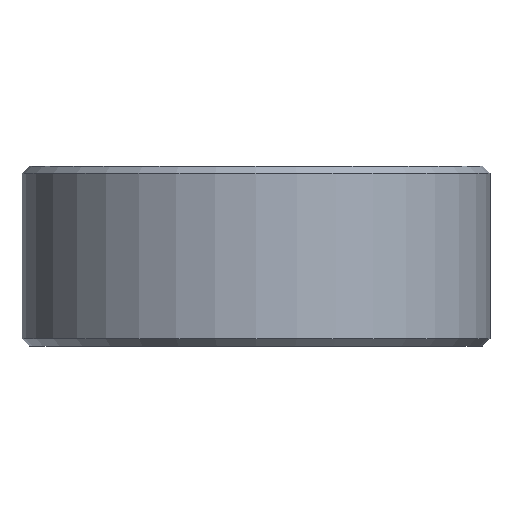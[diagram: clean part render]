
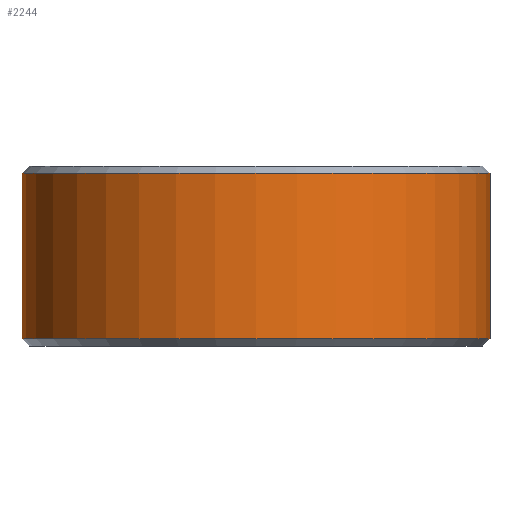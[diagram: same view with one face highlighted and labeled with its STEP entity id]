
A CAD part, front view. The second image highlights one B-rep face of the part: STEP entity #2244.
In plain terms, the highlighted cylindrical face has radius 6.5 mm (diameter 13 mm), a partial arc.
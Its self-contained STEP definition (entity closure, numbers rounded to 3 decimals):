
#35 = VERTEX_POINT ( 'NONE', #561 ) ;
#99 = AXIS2_PLACEMENT_3D ( 'NONE', #826, #922, #2540 ) ;
#181 = AXIS2_PLACEMENT_3D ( 'NONE', #4744, #1589, #1937 ) ;
#305 = CARTESIAN_POINT ( 'NONE',  ( -6.5, 0., 2.3 ) ) ;
#314 = EDGE_LOOP ( 'NONE', ( #2397, #612, #1576, #2446 ) ) ;
#369 = CARTESIAN_POINT ( 'NONE',  ( 6.5, 0., 0. ) ) ;
#457 = EDGE_CURVE ( 'NONE', #1746, #35, #5036, .T. ) ;
#561 = CARTESIAN_POINT ( 'NONE',  ( 6.5, 0., -2.3 ) ) ;
#612 = ORIENTED_EDGE ( 'NONE', *, *, #457, .T. ) ;
#721 = FACE_OUTER_BOUND ( 'NONE', #314, .T. ) ;
#764 = DIRECTION ( 'NONE',  ( 0., 0., 1. ) ) ;
#826 = CARTESIAN_POINT ( 'NONE',  ( 0., 0., 2.3 ) ) ;
#922 = DIRECTION ( 'NONE',  ( 0., 0., -1. ) ) ;
#946 = EDGE_CURVE ( 'NONE', #3494, #2637, #2988, .T. ) ;
#1324 = DIRECTION ( 'NONE',  ( 1., 0., 0. ) ) ;
#1510 = EDGE_CURVE ( 'NONE', #1746, #2637, #4720, .T. ) ;
#1576 = ORIENTED_EDGE ( 'NONE', *, *, #2800, .T. ) ;
#1589 = DIRECTION ( 'NONE',  ( 0., 0., 1. ) ) ;
#1743 = CARTESIAN_POINT ( 'NONE',  ( -6.5, 0., 0. ) ) ;
#1746 = VERTEX_POINT ( 'NONE', #3890 ) ;
#1937 = DIRECTION ( 'NONE',  ( 1., 0., 0. ) ) ;
#2014 = VECTOR ( 'NONE', #764, 1000. ) ;
#2151 = DIRECTION ( 'NONE',  ( 0., 0., 1. ) ) ;
#2244 = ADVANCED_FACE ( 'NONE', ( #721 ), #2903, .T. ) ;
#2397 = ORIENTED_EDGE ( 'NONE', *, *, #1510, .F. ) ;
#2446 = ORIENTED_EDGE ( 'NONE', *, *, #946, .T. ) ;
#2540 = DIRECTION ( 'NONE',  ( -1., 0., 0. ) ) ;
#2637 = VERTEX_POINT ( 'NONE', #305 ) ;
#2694 = CARTESIAN_POINT ( 'NONE',  ( 6.5, 0., 2.3 ) ) ;
#2739 = AXIS2_PLACEMENT_3D ( 'NONE', #2923, #2151, #1324 ) ;
#2800 = EDGE_CURVE ( 'NONE', #35, #3494, #4112, .T. ) ;
#2903 = CYLINDRICAL_SURFACE ( 'NONE', #2739, 6.5 ) ;
#2923 = CARTESIAN_POINT ( 'NONE',  ( 0., 0., 0. ) ) ;
#2988 = CIRCLE ( 'NONE', #99, 6.5 ) ;
#3494 = VERTEX_POINT ( 'NONE', #2694 ) ;
#3624 = VECTOR ( 'NONE', #4120, 1000. ) ;
#3890 = CARTESIAN_POINT ( 'NONE',  ( -6.5, 0., -2.3 ) ) ;
#4112 = LINE ( 'NONE', #369, #2014 ) ;
#4120 = DIRECTION ( 'NONE',  ( 0., 0., 1. ) ) ;
#4720 = LINE ( 'NONE', #1743, #3624 ) ;
#4744 = CARTESIAN_POINT ( 'NONE',  ( 0., 0., -2.3 ) ) ;
#5036 = CIRCLE ( 'NONE', #181, 6.5 ) ;
